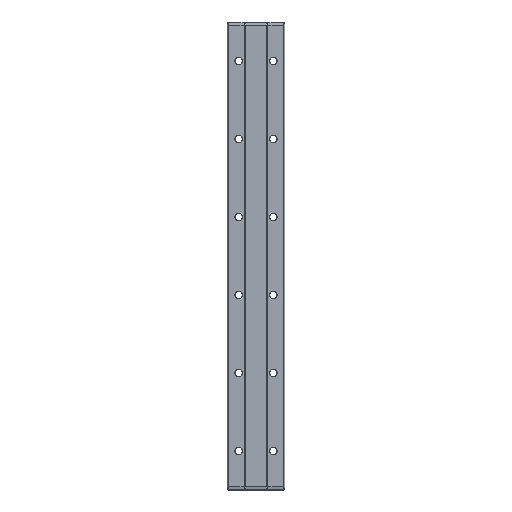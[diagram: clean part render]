
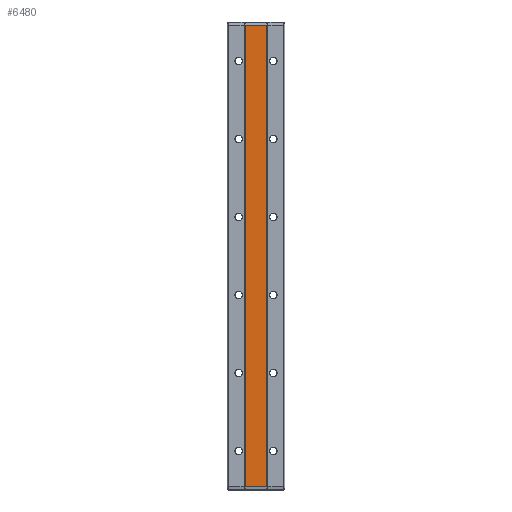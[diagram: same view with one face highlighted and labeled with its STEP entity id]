
A CAD part, front view. The second image highlights one B-rep face of the part: STEP entity #6480.
In plain terms, the highlighted planar face has unit normal (0, -1, 0).
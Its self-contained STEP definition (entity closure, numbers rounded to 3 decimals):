
#1573 = CARTESIAN_POINT ( 'NONE',  ( -6.993, 0.3, 298. ) ) ;
#1581 = DIRECTION ( 'NONE',  ( -1., 0., 0. ) ) ;
#1672 = CARTESIAN_POINT ( 'NONE',  ( 6.993, 0.3, 300. ) ) ;
#1677 = DIRECTION ( 'NONE',  ( 0., 0., 1. ) ) ;
#2372 = CARTESIAN_POINT ( 'NONE',  ( -7.2, 0.3, 300. ) ) ;
#2389 = PLANE ( 'NONE',  #6954 ) ;
#2393 = DIRECTION ( 'NONE',  ( 0., 0., 1. ) ) ;
#2408 = DIRECTION ( 'NONE',  ( 0., 1., 0. ) ) ;
#2639 = CARTESIAN_POINT ( 'NONE',  ( -6.993, 0.3, 2. ) ) ;
#2818 = CARTESIAN_POINT ( 'NONE',  ( 6.993, 0.3, 2. ) ) ;
#2853 = DIRECTION ( 'NONE',  ( 1., 0., 0. ) ) ;
#2863 = CARTESIAN_POINT ( 'NONE',  ( -6.993, 0.3, 0. ) ) ;
#2868 = CARTESIAN_POINT ( 'NONE',  ( -7.2, 0.3, 2. ) ) ;
#2874 = DIRECTION ( 'NONE',  ( 0., 0., -1. ) ) ;
#3289 = FACE_OUTER_BOUND ( 'NONE', #5890, .T. ) ;
#3417 = LINE ( 'NONE', #2863, #3449 ) ;
#3449 = VECTOR ( 'NONE', #2874, 1000. ) ;
#3454 = LINE ( 'NONE', #2868, #3456 ) ;
#3456 = VECTOR ( 'NONE', #2853, 1000. ) ;
#4118 = LINE ( 'NONE', #1672, #4136 ) ;
#4136 = VECTOR ( 'NONE', #1677, 1000. ) ;
#4155 = VECTOR ( 'NONE', #1581, 1000. ) ;
#4158 = LINE ( 'NONE', #1573, #4155 ) ;
#4436 = VERTEX_POINT ( 'NONE', #5292 ) ;
#4440 = VERTEX_POINT ( 'NONE', #5324 ) ;
#4766 = EDGE_CURVE ( 'NONE', #7200, #4436, #4118, .T. ) ;
#4786 = EDGE_CURVE ( 'NONE', #4436, #4440, #4158, .T. ) ;
#5292 = CARTESIAN_POINT ( 'NONE',  ( 6.993, 0.3, 298. ) ) ;
#5324 = CARTESIAN_POINT ( 'NONE',  ( -6.993, 0.3, 298. ) ) ;
#5836 = ORIENTED_EDGE ( 'NONE', *, *, #7230, .T. ) ;
#5869 = ORIENTED_EDGE ( 'NONE', *, *, #7229, .T. ) ;
#5870 = ORIENTED_EDGE ( 'NONE', *, *, #4766, .T. ) ;
#5880 = ORIENTED_EDGE ( 'NONE', *, *, #4786, .T. ) ;
#5890 = EDGE_LOOP ( 'NONE', ( #5836, #5869, #5870, #5880 ) ) ;
#6480 = ADVANCED_FACE ( 'NONE', ( #3289 ), #2389, .F. ) ;
#6954 = AXIS2_PLACEMENT_3D ( 'NONE', #2372, #2408, #2393 ) ;
#7039 = VERTEX_POINT ( 'NONE', #2639 ) ;
#7200 = VERTEX_POINT ( 'NONE', #2818 ) ;
#7229 = EDGE_CURVE ( 'NONE', #7039, #7200, #3454, .T. ) ;
#7230 = EDGE_CURVE ( 'NONE', #4440, #7039, #3417, .T. ) ;
